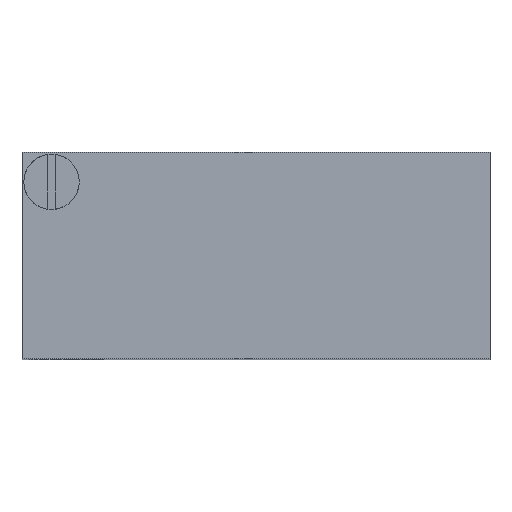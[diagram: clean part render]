
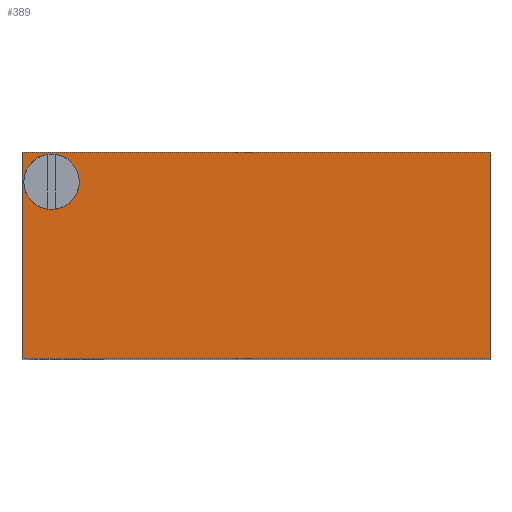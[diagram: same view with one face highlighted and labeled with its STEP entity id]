
A CAD part, top view. The second image highlights one B-rep face of the part: STEP entity #389.
In plain terms, the highlighted planar face has unit normal (0, 0, 1).
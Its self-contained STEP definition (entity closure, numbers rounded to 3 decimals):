
#34=PLANE('',#440);
#54=FACE_OUTER_BOUND('',#78,.T.);
#78=EDGE_LOOP('',(#296,#297,#298,#299));
#104=LINE('',#640,#130);
#112=LINE('',#655,#138);
#113=LINE('',#657,#139);
#114=LINE('',#658,#140);
#130=VECTOR('',#508,10.);
#138=VECTOR('',#520,10.);
#139=VECTOR('',#523,10.);
#140=VECTOR('',#524,10.);
#188=VERTEX_POINT('',#636);
#190=VERTEX_POINT('',#639);
#194=VERTEX_POINT('',#651);
#195=VERTEX_POINT('',#653);
#230=EDGE_CURVE('',#188,#190,#104,.T.);
#238=EDGE_CURVE('',#194,#195,#112,.T.);
#239=EDGE_CURVE('',#194,#188,#113,.T.);
#240=EDGE_CURVE('',#190,#195,#114,.T.);
#296=ORIENTED_EDGE('',*,*,#239,.F.);
#297=ORIENTED_EDGE('',*,*,#238,.T.);
#298=ORIENTED_EDGE('',*,*,#240,.F.);
#299=ORIENTED_EDGE('',*,*,#230,.F.);
#389=ADVANCED_FACE('',(#54),#34,.T.);
#440=AXIS2_PLACEMENT_3D('',#656,#521,#522);
#508=DIRECTION('',(0.,1.,0.));
#520=DIRECTION('',(0.,1.,0.));
#521=DIRECTION('center_axis',(0.,0.,1.));
#522=DIRECTION('ref_axis',(1.,0.,0.));
#523=DIRECTION('',(-1.,0.,0.));
#524=DIRECTION('',(1.,0.,0.));
#636=CARTESIAN_POINT('',(-6.345,-2.8,12.7));
#639=CARTESIAN_POINT('',(-6.345,2.8,12.7));
#640=CARTESIAN_POINT('',(-6.345,-2.8,12.7));
#651=CARTESIAN_POINT('',(6.355,-2.8,12.7));
#653=CARTESIAN_POINT('',(6.355,2.8,12.7));
#655=CARTESIAN_POINT('',(6.355,-2.8,12.7));
#656=CARTESIAN_POINT('Origin',(0.005,-2.81,12.7));
#657=CARTESIAN_POINT('',(6.355,-2.8,12.7));
#658=CARTESIAN_POINT('',(-6.345,2.8,12.7));
